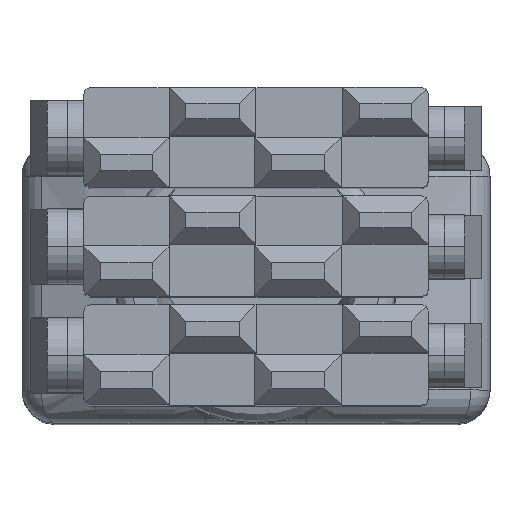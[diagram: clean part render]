
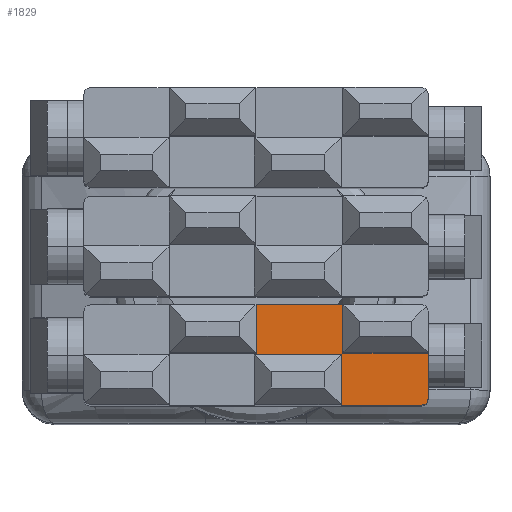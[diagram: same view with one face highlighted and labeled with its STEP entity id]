
A CAD part, top view. The second image highlights one B-rep face of the part: STEP entity #1829.
In plain terms, the highlighted planar face has unit normal (0, 0, 1).
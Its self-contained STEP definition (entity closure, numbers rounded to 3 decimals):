
#13 = LINE ( 'NONE', #5288, #172 ) ;
#167 = LINE ( 'NONE', #11841, #10156 ) ;
#172 = VECTOR ( 'NONE', #1600, 1000. ) ;
#289 = VERTEX_POINT ( 'NONE', #8240 ) ;
#640 = ORIENTED_EDGE ( 'NONE', *, *, #5234, .T. ) ;
#768 = DIRECTION ( 'NONE',  ( 1., 0., 0. ) ) ;
#1021 = LINE ( 'NONE', #7936, #7642 ) ;
#1283 = VERTEX_POINT ( 'NONE', #6398 ) ;
#1414 = CARTESIAN_POINT ( 'NONE',  ( 4.95, -1.3, 16.4 ) ) ;
#1537 = FACE_OUTER_BOUND ( 'NONE', #9126, .T. ) ;
#1600 = DIRECTION ( 'NONE',  ( 0., -1., 0. ) ) ;
#1704 = EDGE_CURVE ( 'NONE', #4878, #289, #4932, .T. ) ;
#1828 = EDGE_CURVE ( 'NONE', #6692, #11175, #6831, .T. ) ;
#1829 = ADVANCED_FACE ( 'NONE', ( #1537 ), #11844, .F. ) ;
#2217 = LINE ( 'NONE', #7142, #4538 ) ;
#2404 = VECTOR ( 'NONE', #768, 1000. ) ;
#2476 = DIRECTION ( 'NONE',  ( 1., 0., 0. ) ) ;
#2678 = CARTESIAN_POINT ( 'NONE',  ( 2.6, 0., 16.4 ) ) ;
#2905 = EDGE_CURVE ( 'NONE', #6692, #6621, #10895, .T. ) ;
#2964 = CARTESIAN_POINT ( 'NONE',  ( 5.15, 0.05, 16.4 ) ) ;
#3154 = DIRECTION ( 'NONE',  ( 0., 0., 1. ) ) ;
#3264 = VERTEX_POINT ( 'NONE', #4101 ) ;
#4101 = CARTESIAN_POINT ( 'NONE',  ( 2.55, -1.5, 16.4 ) ) ;
#4522 = EDGE_CURVE ( 'NONE', #3264, #8689, #2217, .T. ) ;
#4538 = VECTOR ( 'NONE', #5209, 1000. ) ;
#4585 = EDGE_CURVE ( 'NONE', #6621, #3264, #13, .T. ) ;
#4775 = ORIENTED_EDGE ( 'NONE', *, *, #2905, .T. ) ;
#4878 = VERTEX_POINT ( 'NONE', #12022 ) ;
#4907 = CARTESIAN_POINT ( 'NONE',  ( 2.55, 0., 16.4 ) ) ;
#4932 = LINE ( 'NONE', #2964, #8030 ) ;
#5209 = DIRECTION ( 'NONE',  ( 1., 0., 0. ) ) ;
#5234 = EDGE_CURVE ( 'NONE', #1283, #11175, #7009, .T. ) ;
#5288 = CARTESIAN_POINT ( 'NONE',  ( 2.55, 0.05, 16.4 ) ) ;
#5339 = CARTESIAN_POINT ( 'NONE',  ( 2.6, 1.5, 16.4 ) ) ;
#5360 = DIRECTION ( 'NONE',  ( 0., 1., 0. ) ) ;
#5441 = ORIENTED_EDGE ( 'NONE', *, *, #7574, .T. ) ;
#5803 = ORIENTED_EDGE ( 'NONE', *, *, #1704, .F. ) ;
#6188 = ORIENTED_EDGE ( 'NONE', *, *, #4522, .T. ) ;
#6204 = ORIENTED_EDGE ( 'NONE', *, *, #4585, .T. ) ;
#6239 = DIRECTION ( 'NONE',  ( -1., 0., 0. ) ) ;
#6398 = CARTESIAN_POINT ( 'NONE',  ( 2.6, 1.5, 16.4 ) ) ;
#6417 = ORIENTED_EDGE ( 'NONE', *, *, #7814, .F. ) ;
#6621 = VERTEX_POINT ( 'NONE', #4907 ) ;
#6691 = VECTOR ( 'NONE', #8080, 1000. ) ;
#6692 = VERTEX_POINT ( 'NONE', #6916 ) ;
#6831 = LINE ( 'NONE', #7246, #6691 ) ;
#6870 = VECTOR ( 'NONE', #7280, 1000. ) ;
#6909 = DIRECTION ( 'NONE',  ( -1., 0., 0. ) ) ;
#6916 = CARTESIAN_POINT ( 'NONE',  ( 0., 0., 16.4 ) ) ;
#7009 = LINE ( 'NONE', #5339, #6870 ) ;
#7142 = CARTESIAN_POINT ( 'NONE',  ( 5.15, -1.5, 16.4 ) ) ;
#7203 = CARTESIAN_POINT ( 'NONE',  ( 2.6, -7.561, 16.4 ) ) ;
#7246 = CARTESIAN_POINT ( 'NONE',  ( 0., -7.561, 16.4 ) ) ;
#7280 = DIRECTION ( 'NONE',  ( -1., 0., 0. ) ) ;
#7574 = EDGE_CURVE ( 'NONE', #8689, #289, #11877, .T. ) ;
#7581 = CARTESIAN_POINT ( 'NONE',  ( 4.95, -1.5, 16.4 ) ) ;
#7642 = VECTOR ( 'NONE', #5360, 1000. ) ;
#7814 = EDGE_CURVE ( 'NONE', #10298, #4878, #167, .T. ) ;
#7936 = CARTESIAN_POINT ( 'NONE',  ( 2.6, -7.561, 16.4 ) ) ;
#8030 = VECTOR ( 'NONE', #10905, 1000. ) ;
#8057 = CARTESIAN_POINT ( 'NONE',  ( 0., 1.5, 16.4 ) ) ;
#8080 = DIRECTION ( 'NONE',  ( 0., 1., 0. ) ) ;
#8123 = ORIENTED_EDGE ( 'NONE', *, *, #1828, .F. ) ;
#8240 = CARTESIAN_POINT ( 'NONE',  ( 5.15, -1.3, 16.4 ) ) ;
#8689 = VERTEX_POINT ( 'NONE', #7581 ) ;
#8701 = ORIENTED_EDGE ( 'NONE', *, *, #11156, .T. ) ;
#9098 = DIRECTION ( 'NONE',  ( 0., 0., -1. ) ) ;
#9126 = EDGE_LOOP ( 'NONE', ( #6188, #5441, #5803, #6417, #8701, #640, #8123, #4775, #6204 ) ) ;
#9589 = AXIS2_PLACEMENT_3D ( 'NONE', #1414, #3154, #6909 ) ;
#10051 = AXIS2_PLACEMENT_3D ( 'NONE', #7203, #9098, #6239 ) ;
#10156 = VECTOR ( 'NONE', #2476, 1000. ) ;
#10298 = VERTEX_POINT ( 'NONE', #11257 ) ;
#10895 = LINE ( 'NONE', #2678, #2404 ) ;
#10905 = DIRECTION ( 'NONE',  ( 0., -1., 0. ) ) ;
#11156 = EDGE_CURVE ( 'NONE', #10298, #1283, #1021, .T. ) ;
#11175 = VERTEX_POINT ( 'NONE', #8057 ) ;
#11257 = CARTESIAN_POINT ( 'NONE',  ( 2.6, 0.05, 16.4 ) ) ;
#11841 = CARTESIAN_POINT ( 'NONE',  ( 5.15, 0.05, 16.4 ) ) ;
#11844 = PLANE ( 'NONE',  #10051 ) ;
#11877 = CIRCLE ( 'NONE', #9589, 0.2 ) ;
#12022 = CARTESIAN_POINT ( 'NONE',  ( 5.15, 0.05, 16.4 ) ) ;
